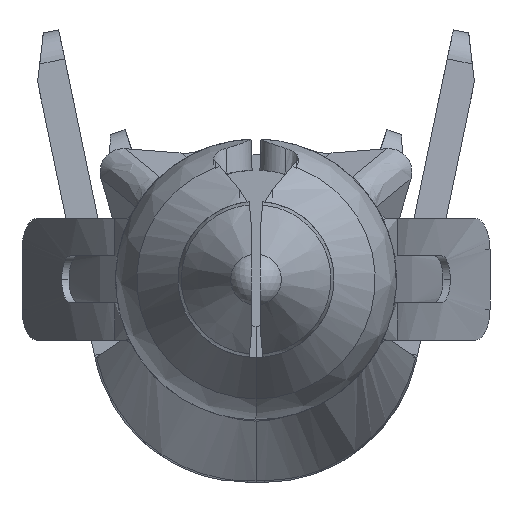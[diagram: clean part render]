
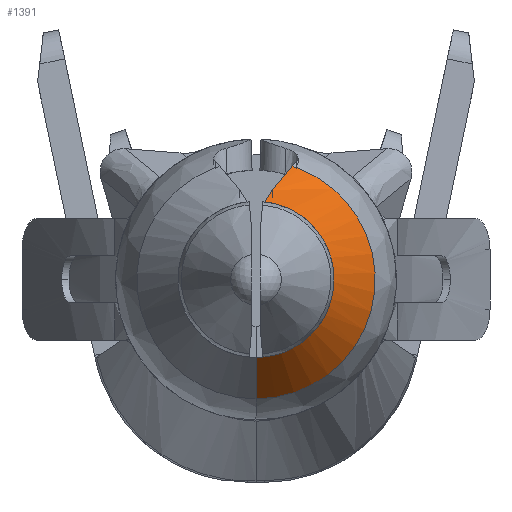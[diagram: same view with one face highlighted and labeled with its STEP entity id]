
A CAD part, front view. The second image highlights one B-rep face of the part: STEP entity #1391.
In plain terms, the highlighted free-form (B-spline) face has degree [3, 1] with [15, 2] control points.
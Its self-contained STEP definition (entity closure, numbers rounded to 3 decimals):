
#1238=CARTESIAN_POINT('',(0.058,-9.762,0.497));
#1239=VERTEX_POINT('',#1238);
#1283=CARTESIAN_POINT('',(0.,-9.762,-0.5));
#1284=VERTEX_POINT('',#1283);
#1291=CARTESIAN_POINT('',(0.,-9.762,-0.5));
#1292=CARTESIAN_POINT('',(0.032,-9.762,-0.5));
#1293=CARTESIAN_POINT('',(0.118,-9.762,-0.492));
#1294=CARTESIAN_POINT('',(0.251,-9.762,-0.443));
#1295=CARTESIAN_POINT('',(0.38,-9.762,-0.338));
#1296=CARTESIAN_POINT('',(0.466,-9.762,-0.204));
#1297=CARTESIAN_POINT('',(0.507,-9.762,-0.042));
#1298=CARTESIAN_POINT('',(0.495,-9.762,0.116));
#1299=CARTESIAN_POINT('',(0.434,-9.762,0.264));
#1300=CARTESIAN_POINT('',(0.331,-9.762,0.385));
#1301=CARTESIAN_POINT('',(0.2,-9.762,0.466));
#1302=CARTESIAN_POINT('',(0.104,-9.762,0.491));
#1303=CARTESIAN_POINT('',(0.058,-9.762,0.497));
#1304=B_SPLINE_CURVE_WITH_KNOTS('',3,(#1291,#1292,#1293,#1294,#1295,#1296,#1297,#1298,#1299,#1300,#1301,#1302,#1303),.UNSPECIFIED.,.F.,.U.,(4,1,1,1,1,1,1,1,1,1,4),(0.,0.031,0.084,0.138,0.191,0.244,0.295,0.347,0.398,0.449,0.495),.UNSPECIFIED.);
#1305=EDGE_CURVE('',#1284,#1239,#1304,.T.);
#1310=CARTESIAN_POINT('',(-0.574,-9.277,-0.59));
#1311=CARTESIAN_POINT('',(-0.373,-9.762,-0.333));
#1312=CARTESIAN_POINT('',(-0.552,-9.277,-0.611));
#1313=CARTESIAN_POINT('',(-0.36,-9.762,-0.348));
#1314=CARTESIAN_POINT('',(-0.435,-9.277,-0.713));
#1315=CARTESIAN_POINT('',(-0.287,-9.762,-0.42));
#1316=CARTESIAN_POINT('',(-0.194,-9.277,-0.825));
#1317=CARTESIAN_POINT('',(-0.129,-9.762,-0.502));
#1318=CARTESIAN_POINT('',(0.124,-9.277,-0.83));
#1319=CARTESIAN_POINT('',(0.083,-9.762,-0.505));
#1320=CARTESIAN_POINT('',(0.38,-9.277,-0.744));
#1321=CARTESIAN_POINT('',(0.251,-9.762,-0.443));
#1322=CARTESIAN_POINT('',(0.585,-9.277,-0.596));
#1323=CARTESIAN_POINT('',(0.38,-9.762,-0.338));
#1324=CARTESIAN_POINT('',(0.73,-9.277,-0.404));
#1325=CARTESIAN_POINT('',(0.466,-9.762,-0.204));
#1326=CARTESIAN_POINT('',(0.817,-9.277,-0.17));
#1327=CARTESIAN_POINT('',(0.507,-9.762,-0.042));
#1328=CARTESIAN_POINT('',(0.83,-9.277,0.07));
#1329=CARTESIAN_POINT('',(0.495,-9.762,0.116));
#1330=CARTESIAN_POINT('',(0.776,-9.277,0.304));
#1331=CARTESIAN_POINT('',(0.434,-9.762,0.264));
#1332=CARTESIAN_POINT('',(0.657,-9.277,0.511));
#1333=CARTESIAN_POINT('',(0.331,-9.762,0.385));
#1334=CARTESIAN_POINT('',(0.485,-9.277,0.676));
#1335=CARTESIAN_POINT('',(0.196,-9.762,0.469));
#1336=CARTESIAN_POINT('',(0.345,-9.277,0.748));
#1337=CARTESIAN_POINT('',(0.095,-9.762,0.494));
#1338=CARTESIAN_POINT('',(0.271,-9.277,0.774));
#1339=CARTESIAN_POINT('',(0.044,-9.762,0.498));
#1340=B_SPLINE_SURFACE_WITH_KNOTS('',3,1,((#1310,#1311),(#1312,#1313),(#1314,#1315),(#1316,#1317),(#1318,#1319),(#1320,#1321),(#1322,#1323),(#1324,#1325),(#1326,#1327),(#1328,#1329),(#1330,#1331),(#1332,#1333),(#1334,#1335),(#1336,#1337),(#1338,#1339)),.RULED_SURF.,.F.,.F.,.U.,(4,1,1,1,1,1,1,1,1,1,1,1,4),(2,2),(0.362,0.382,0.464,0.531,0.584,0.638,0.691,0.744,0.795,0.847,0.898,0.949,1.),(0.,0.808),.UNSPECIFIED.);
#1341=ORIENTED_EDGE('',*,*,#1305,.F.);
#1342=CARTESIAN_POINT('',(0.,-9.363,-0.766));
#1343=VERTEX_POINT('',#1342);
#1344=CARTESIAN_POINT('',(0.,-9.762,-0.5));
#1345=DIRECTION('',(0.,0.832,-0.555));
#1346=VECTOR('',#1345,0.479);
#1347=LINE('',#1344,#1346);
#1348=EDGE_CURVE('',#1284,#1343,#1347,.T.);
#1349=ORIENTED_EDGE('',*,*,#1348,.T.);
#1350=CARTESIAN_POINT('',(0.231,-9.363,0.725));
#1351=VERTEX_POINT('',#1350);
#1352=CARTESIAN_POINT('',(0.,-9.363,-0.766));
#1353=CARTESIAN_POINT('',(0.036,-9.363,-0.766));
#1354=CARTESIAN_POINT('',(0.136,-9.363,-0.756));
#1355=CARTESIAN_POINT('',(0.268,-9.364,-0.721));
#1356=CARTESIAN_POINT('',(0.396,-9.363,-0.659));
#1357=CARTESIAN_POINT('',(0.511,-9.363,-0.574));
#1358=CARTESIAN_POINT('',(0.619,-9.364,-0.458));
#1359=CARTESIAN_POINT('',(0.7,-9.363,-0.317));
#1360=CARTESIAN_POINT('',(0.751,-9.363,-0.164));
#1361=CARTESIAN_POINT('',(0.767,-9.363,-0.015));
#1362=CARTESIAN_POINT('',(0.758,-9.363,0.117));
#1363=CARTESIAN_POINT('',(0.726,-9.363,0.245));
#1364=CARTESIAN_POINT('',(0.668,-9.363,0.376));
#1365=CARTESIAN_POINT('',(0.582,-9.363,0.499));
#1366=CARTESIAN_POINT('',(0.487,-9.363,0.588));
#1367=CARTESIAN_POINT('',(0.403,-9.363,0.648));
#1368=CARTESIAN_POINT('',(0.319,-9.364,0.692));
#1369=CARTESIAN_POINT('',(0.253,-9.36,0.72));
#1370=CARTESIAN_POINT('',(0.231,-9.363,0.725));
#1371=B_SPLINE_CURVE_WITH_KNOTS('',2,(#1352,#1353,#1354,#1355,#1356,#1357,#1358,#1359,#1360,#1361,#1362,#1363,#1364,#1365,#1366,#1367,#1368,#1369,#1370),.UNSPECIFIED.,.F.,.U.,(3,1,1,1,1,1,1,1,1,1,1,1,1,1,1,1,1,3),(0.,0.016,0.046,0.079,0.11,0.143,0.182,0.217,0.254,0.285,0.314,0.345,0.379,0.413,0.438,0.46,0.481,0.492),.UNSPECIFIED.);
#1372=EDGE_CURVE('',#1343,#1351,#1371,.T.);
#1373=ORIENTED_EDGE('',*,*,#1372,.T.);
#1374=CARTESIAN_POINT('',(0.106,-9.628,0.574));
#1375=VERTEX_POINT('',#1374);
#1376=CARTESIAN_POINT('',(0.231,-9.363,0.725));
#1377=DIRECTION('',(-0.378,-0.805,-0.458));
#1378=VECTOR('',#1377,0.329);
#1379=LINE('',#1376,#1378);
#1380=EDGE_CURVE('',#1351,#1375,#1379,.T.);
#1381=ORIENTED_EDGE('',*,*,#1380,.T.);
#1382=CARTESIAN_POINT('',(0.106,-9.628,0.574));
#1383=CARTESIAN_POINT('',(0.086,-9.672,0.549));
#1384=CARTESIAN_POINT('',(0.07,-9.716,0.523));
#1385=CARTESIAN_POINT('',(0.058,-9.762,0.497));
#1386=B_SPLINE_CURVE_WITH_KNOTS('',3,(#1382,#1383,#1384,#1385),.UNSPECIFIED.,.F.,.U.,(4,4),(0.,1.),.UNSPECIFIED.);
#1387=EDGE_CURVE('',#1375,#1239,#1386,.T.);
#1388=ORIENTED_EDGE('',*,*,#1387,.T.);
#1389=EDGE_LOOP('',(#1341,#1349,#1373,#1381,#1388));
#1390=FACE_OUTER_BOUND('',#1389,.T.);
#1391=ADVANCED_FACE('',(#1390),#1340,.T.);
